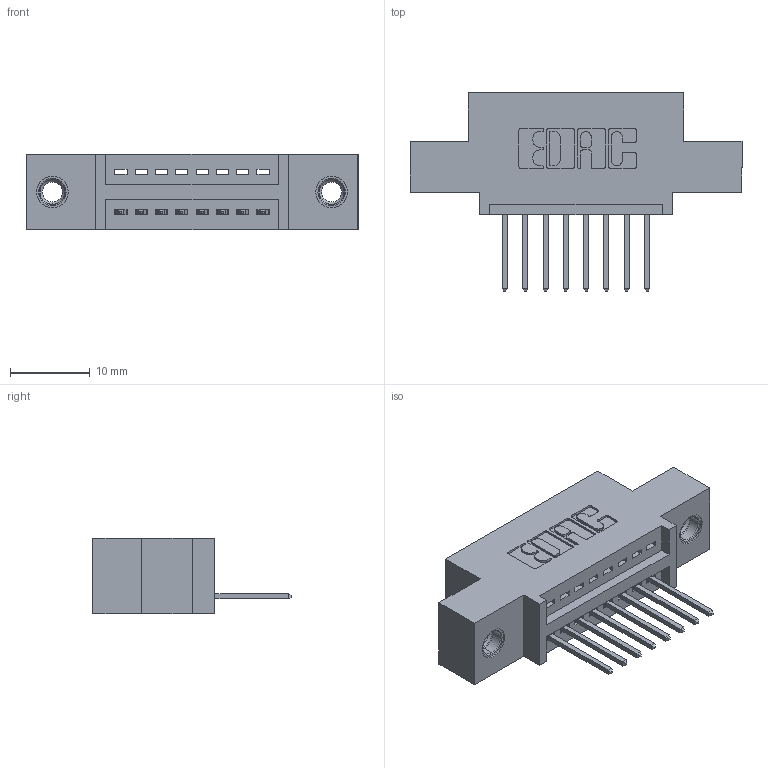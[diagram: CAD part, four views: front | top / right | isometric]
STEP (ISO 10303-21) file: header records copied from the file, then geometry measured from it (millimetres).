
FILE_DESCRIPTION (( 'STEP AP203' ), '1' );
FILE_NAME ('345-008-523-407.STEP', '2018-08-17T03:43:26', ( '' ), ( '' ), 'SwSTEP 2.0', 'SolidWorks 2016', '' );
FILE_SCHEMA (( 'CONFIG_CONTROL_DESIGN' ));
Length unit declared in the file: inch
Products named in the file (4): 345-250-001_345-250-005-103; 345-008-523-407; 345 Part_0.110 Offset - 0.156 Dia-TI; 345-292-001_345-293-123
Assembly tree (11 placements, depth 2):
  345-008-523-407
    345 Part_0.110 Offset - 0.156 Dia-TI
    345-292-001_345-293-123  x8
    345-250-001_345-250-005-103  x2
Bounding box: 41.53 x 24.82 x 9.4 mm (x, y, z)
Volume: 3576 mm3; surface area: 4413.2 mm2
Topology: 11 solids, 11 shells, 654 faces, 1897 edges, 1246 vertices
Faces by surface type: plane 436, cylinder 202, cone 12, torus 4
Entity records: 11934 total; most frequent: CARTESIAN_POINT 2051, ORIENTED_EDGE 1986, DIRECTION 1867, EDGE_CURVE 993, VECTOR 809, LINE 809, VERTEX_POINT 656, AXIS2_PLACEMENT_3D 529
